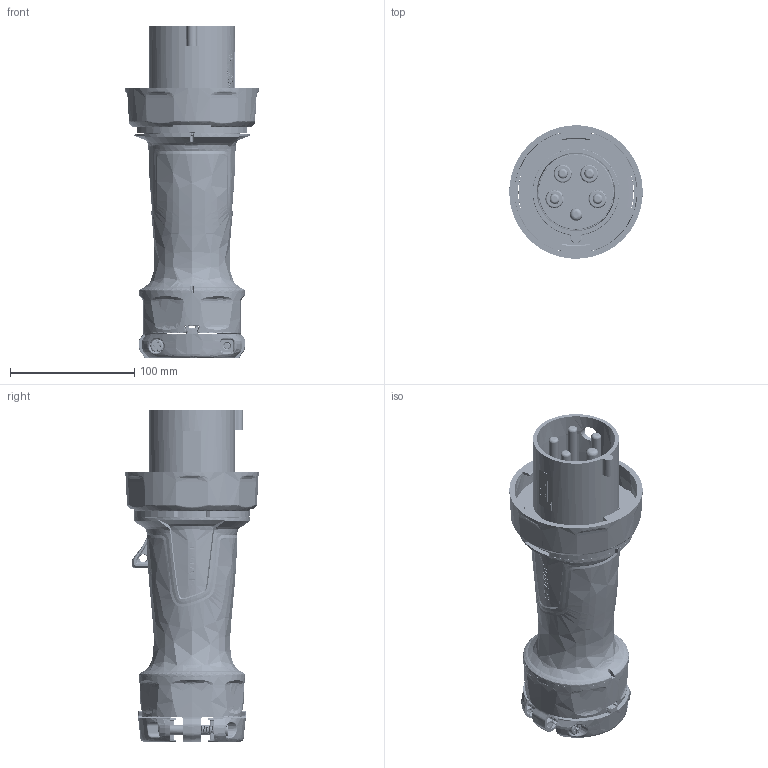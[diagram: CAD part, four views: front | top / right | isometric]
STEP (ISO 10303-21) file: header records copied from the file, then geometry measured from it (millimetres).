
FILE_DESCRIPTION (( 'STEP AP214' ), '1' );
FILE_NAME ('ORC6517-M01.STEP', '2025-06-30T19:11:46', ( '' ), ( '' ), 'SwSTEP 2.0', 'SolidWorks 2024', '' );
FILE_SCHEMA (( 'AUTOMOTIVE_DESIGN' ));
Length unit declared in the file: inch
Products named in the file (1): ORC6517-M01
Bounding box: 107.64 x 107.45 x 267.42 mm (x, y, z)
Volume: 780120.7 mm3; surface area: 314717.3 mm2
Topology: 34 solids, 35 shells, 10652 faces, 25422 edges, 15116 vertices
Faces by surface type: bspline 4764, plane 2777, cylinder 2013, cone 490, sphere 332, torus 276
Entity records: 596615 total; most frequent: CARTESIAN_POINT 395921, ORIENTED_EDGE 50414, DIRECTION 29306, EDGE_CURVE 25207, VERTEX_POINT 15084, EDGE_LOOP 11167, FACE_OUTER_BOUND 10652, ADVANCED_FACE 10652
